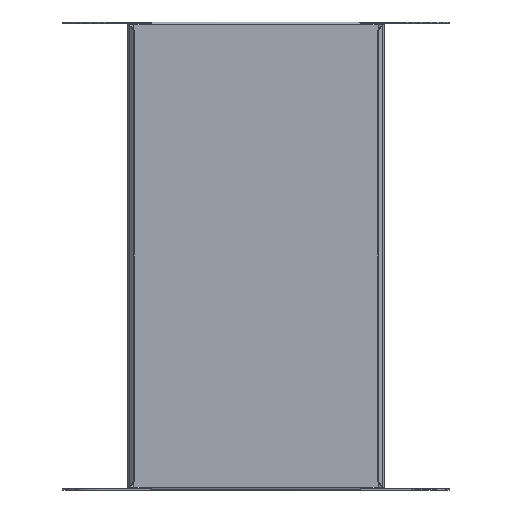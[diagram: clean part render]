
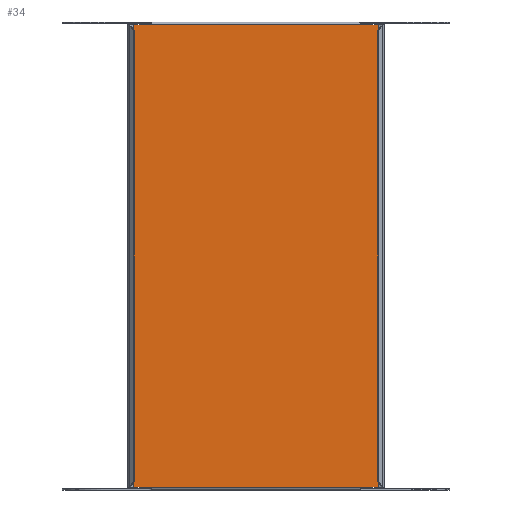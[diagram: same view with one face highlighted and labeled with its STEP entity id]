
A CAD part, front view. The second image highlights one B-rep face of the part: STEP entity #34.
In plain terms, the highlighted planar face has unit normal (0, -1, 0).
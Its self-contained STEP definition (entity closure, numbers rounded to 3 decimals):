
#34=ADVANCED_FACE('',(#134),#1524,.T.);
#134=FACE_OUTER_BOUND('',#234,.T.);
#234=EDGE_LOOP('',(#391,#392,#393,#394,#395,#396,#397,#398,#399,#400,#401,
#402));
#391=ORIENTED_EDGE('',*,*,#854,.T.);
#392=ORIENTED_EDGE('',*,*,#844,.F.);
#393=ORIENTED_EDGE('',*,*,#976,.T.);
#394=ORIENTED_EDGE('',*,*,#860,.T.);
#395=ORIENTED_EDGE('',*,*,#938,.T.);
#396=ORIENTED_EDGE('',*,*,#859,.T.);
#397=ORIENTED_EDGE('',*,*,#858,.T.);
#398=ORIENTED_EDGE('',*,*,#857,.T.);
#399=ORIENTED_EDGE('',*,*,#913,.T.);
#400=ORIENTED_EDGE('',*,*,#856,.T.);
#401=ORIENTED_EDGE('',*,*,#862,.T.);
#402=ORIENTED_EDGE('',*,*,#835,.F.);
#835=EDGE_CURVE('',#1326,#1330,#1143,.T.);
#844=EDGE_CURVE('',#1342,#1341,#1152,.T.);
#854=EDGE_CURVE('',#1326,#1341,#1159,.T.);
#856=EDGE_CURVE('',#1347,#1346,#1160,.T.);
#857=EDGE_CURVE('',#1349,#1348,#1161,.T.);
#858=EDGE_CURVE('',#1350,#1349,#1162,.T.);
#859=EDGE_CURVE('',#1351,#1350,#1163,.T.);
#860=EDGE_CURVE('',#1353,#1352,#1164,.T.);
#862=EDGE_CURVE('',#1346,#1330,#1075,.T.);
#913=EDGE_CURVE('',#1348,#1347,#1086,.T.);
#938=EDGE_CURVE('',#1352,#1351,#1091,.T.);
#976=EDGE_CURVE('',#1342,#1353,#1102,.T.);
#1075=(
BOUNDED_CURVE()
B_SPLINE_CURVE(2,(#3273,#3274,#3275),.UNSPECIFIED.,.F.,.F.)
B_SPLINE_CURVE_WITH_KNOTS((3,3),(0.,1.283),.UNSPECIFIED.)
CURVE()
GEOMETRIC_REPRESENTATION_ITEM()
RATIONAL_B_SPLINE_CURVE((1.,0.981,1.))
REPRESENTATION_ITEM('')
);
#1086=(
BOUNDED_CURVE()
B_SPLINE_CURVE(2,(#3489,#3490,#3491),.UNSPECIFIED.,.F.,.F.)
B_SPLINE_CURVE_WITH_KNOTS((3,3),(0.,1.283),.UNSPECIFIED.)
CURVE()
GEOMETRIC_REPRESENTATION_ITEM()
RATIONAL_B_SPLINE_CURVE((1.,0.981,1.))
REPRESENTATION_ITEM('')
);
#1091=(
BOUNDED_CURVE()
B_SPLINE_CURVE(2,(#3556,#3557,#3558),.UNSPECIFIED.,.F.,.F.)
B_SPLINE_CURVE_WITH_KNOTS((3,3),(0.,1.283),.UNSPECIFIED.)
CURVE()
GEOMETRIC_REPRESENTATION_ITEM()
RATIONAL_B_SPLINE_CURVE((1.,0.981,1.))
REPRESENTATION_ITEM('')
);
#1102=(
BOUNDED_CURVE()
B_SPLINE_CURVE(2,(#3722,#3723,#3724),.UNSPECIFIED.,.F.,.F.)
B_SPLINE_CURVE_WITH_KNOTS((3,3),(0.,1.283),.UNSPECIFIED.)
CURVE()
GEOMETRIC_REPRESENTATION_ITEM()
RATIONAL_B_SPLINE_CURVE((1.,0.981,1.))
REPRESENTATION_ITEM('')
);
#1143=B_SPLINE_CURVE_WITH_KNOTS('',1,(#3209,#3210),.UNSPECIFIED.,.F.,.F.,
(2,2),(0.,12.75),.UNSPECIFIED.);
#1152=B_SPLINE_CURVE_WITH_KNOTS('',1,(#3227,#3228),.UNSPECIFIED.,.F.,.F.,
(2,2),(-12.75,0.),.UNSPECIFIED.);
#1159=B_SPLINE_CURVE_WITH_KNOTS('',1,(#3256,#3257),.UNSPECIFIED.,.F.,.F.,
(2,2),(-295.,0.),.UNSPECIFIED.);
#1160=B_SPLINE_CURVE_WITH_KNOTS('',1,(#3261,#3262),.UNSPECIFIED.,.F.,.F.,
(2,2),(-181.,0.),.UNSPECIFIED.);
#1161=B_SPLINE_CURVE_WITH_KNOTS('',1,(#3263,#3264),.UNSPECIFIED.,.F.,.F.,
(2,2),(0.,12.75),.UNSPECIFIED.);
#1162=B_SPLINE_CURVE_WITH_KNOTS('',1,(#3265,#3266),.UNSPECIFIED.,.F.,.F.,
(2,2),(-295.,0.),.UNSPECIFIED.);
#1163=B_SPLINE_CURVE_WITH_KNOTS('',1,(#3267,#3268),.UNSPECIFIED.,.F.,.F.,
(2,2),(-12.75,0.),.UNSPECIFIED.);
#1164=B_SPLINE_CURVE_WITH_KNOTS('',1,(#3269,#3270),.UNSPECIFIED.,.F.,.F.,
(2,2),(-181.,0.),.UNSPECIFIED.);
#1326=VERTEX_POINT('',#3046);
#1330=VERTEX_POINT('',#3050);
#1341=VERTEX_POINT('',#3061);
#1342=VERTEX_POINT('',#3062);
#1346=VERTEX_POINT('',#3066);
#1347=VERTEX_POINT('',#3067);
#1348=VERTEX_POINT('',#3068);
#1349=VERTEX_POINT('',#3069);
#1350=VERTEX_POINT('',#3070);
#1351=VERTEX_POINT('',#3071);
#1352=VERTEX_POINT('',#3072);
#1353=VERTEX_POINT('',#3073);
#1524=PLANE('',#1590);
#1590=AXIS2_PLACEMENT_3D('',#1730,#1639,$);
#1639=DIRECTION('',(0.,-1.,0.));
#1730=CARTESIAN_POINT('',(-104.5,-1.25,197.75));
#3046=CARTESIAN_POINT('',(-104.5,-1.25,197.5));
#3050=CARTESIAN_POINT('',(-91.75,-1.25,197.5));
#3061=CARTESIAN_POINT('',(-104.5,-1.25,-197.5));
#3062=CARTESIAN_POINT('',(-91.75,-1.25,-197.5));
#3066=CARTESIAN_POINT('',(-90.5,-1.25,197.75));
#3067=CARTESIAN_POINT('',(90.5,-1.25,197.75));
#3068=CARTESIAN_POINT('',(91.75,-1.25,197.5));
#3069=CARTESIAN_POINT('',(104.5,-1.25,197.5));
#3070=CARTESIAN_POINT('',(104.5,-1.25,-197.5));
#3071=CARTESIAN_POINT('',(91.75,-1.25,-197.5));
#3072=CARTESIAN_POINT('',(90.5,-1.25,-197.75));
#3073=CARTESIAN_POINT('',(-90.5,-1.25,-197.75));
#3209=CARTESIAN_POINT('',(-104.5,-1.25,197.5));
#3210=CARTESIAN_POINT('',(-91.75,-1.25,197.5));
#3227=CARTESIAN_POINT('',(-91.75,-1.25,-197.5));
#3228=CARTESIAN_POINT('',(-104.5,-1.25,-197.5));
#3256=CARTESIAN_POINT('',(-104.5,-1.25,197.5));
#3257=CARTESIAN_POINT('',(-104.5,-1.25,-197.5));
#3261=CARTESIAN_POINT('',(90.5,-1.25,197.75));
#3262=CARTESIAN_POINT('',(-90.5,-1.25,197.75));
#3263=CARTESIAN_POINT('',(104.5,-1.25,197.5));
#3264=CARTESIAN_POINT('',(91.75,-1.25,197.5));
#3265=CARTESIAN_POINT('',(104.5,-1.25,-197.5));
#3266=CARTESIAN_POINT('',(104.5,-1.25,197.5));
#3267=CARTESIAN_POINT('',(91.75,-1.25,-197.5));
#3268=CARTESIAN_POINT('',(104.5,-1.25,-197.5));
#3269=CARTESIAN_POINT('',(-90.5,-1.25,-197.75));
#3270=CARTESIAN_POINT('',(90.5,-1.25,-197.75));
#3273=CARTESIAN_POINT('',(-90.5,-1.25,197.75));
#3274=CARTESIAN_POINT('',(-91.1,-1.25,197.5));
#3275=CARTESIAN_POINT('',(-91.75,-1.25,197.5));
#3489=CARTESIAN_POINT('',(91.75,-1.25,197.5));
#3490=CARTESIAN_POINT('',(91.1,-1.25,197.5));
#3491=CARTESIAN_POINT('',(90.5,-1.25,197.75));
#3556=CARTESIAN_POINT('',(90.5,-1.25,-197.75));
#3557=CARTESIAN_POINT('',(91.1,-1.25,-197.5));
#3558=CARTESIAN_POINT('',(91.75,-1.25,-197.5));
#3722=CARTESIAN_POINT('',(-91.75,-1.25,-197.5));
#3723=CARTESIAN_POINT('',(-91.1,-1.25,-197.5));
#3724=CARTESIAN_POINT('',(-90.5,-1.25,-197.75));
